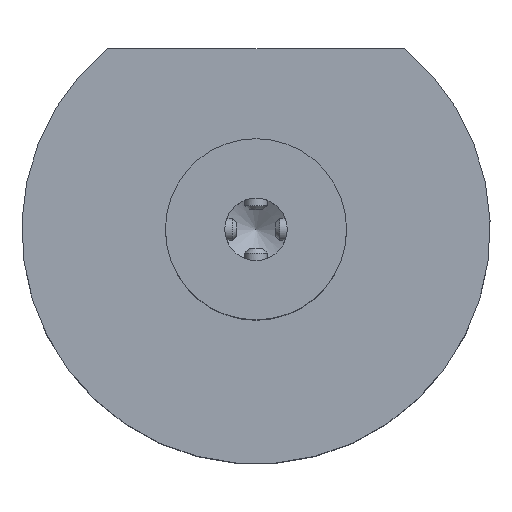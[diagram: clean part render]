
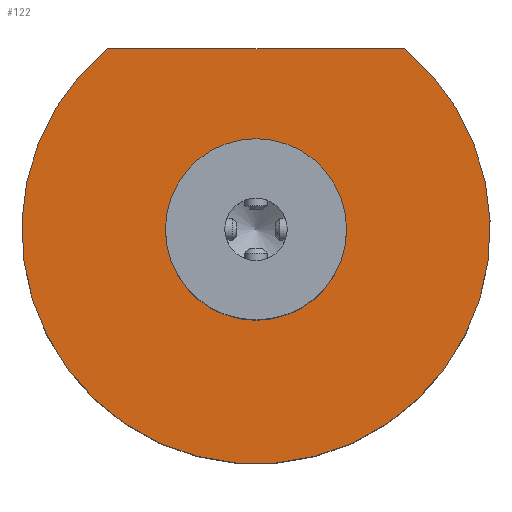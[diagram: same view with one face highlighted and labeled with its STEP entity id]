
A CAD part, top view. The second image highlights one B-rep face of the part: STEP entity #122.
In plain terms, the highlighted planar face has unit normal (0, 0, 1).
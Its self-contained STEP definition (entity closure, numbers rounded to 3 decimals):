
#122=ADVANCED_FACE('',(#289,#290),#180,.T.);
#180=PLANE('',#868);
#213=LINE('',#1250,#251);
#251=VECTOR('',#983,1.);
#289=FACE_BOUND('',#353,.T.);
#290=FACE_BOUND('',#354,.T.);
#353=EDGE_LOOP('',(#445));
#354=EDGE_LOOP('',(#446,#447));
#445=ORIENTED_EDGE('',*,*,#722,.F.);
#446=ORIENTED_EDGE('',*,*,#723,.F.);
#447=ORIENTED_EDGE('',*,*,#724,.T.);
#643=VERTEX_POINT('',#1249);
#644=VERTEX_POINT('',#1251);
#645=VERTEX_POINT('',#1252);
#722=EDGE_CURVE('',#643,#643,#821,.T.);
#723=EDGE_CURVE('',#644,#645,#213,.T.);
#724=EDGE_CURVE('',#644,#645,#822,.T.);
#821=CIRCLE('',#866,16.25);
#822=CIRCLE('',#867,42.);
#866=AXIS2_PLACEMENT_3D('',#1248,#981,#982);
#867=AXIS2_PLACEMENT_3D('',#1253,#984,#985);
#868=AXIS2_PLACEMENT_3D('',#1254,#986,#987);
#981=DIRECTION('',(0.,0.,1.));
#982=DIRECTION('',(0.,1.,0.));
#983=DIRECTION('',(1.,0.,0.));
#984=DIRECTION('',(0.,0.,1.));
#985=DIRECTION('',(1.,0.,0.));
#986=DIRECTION('',(0.,0.,1.));
#987=DIRECTION('',(1.,0.,0.));
#1248=CARTESIAN_POINT('',(0.,0.,40.));
#1249=CARTESIAN_POINT('',(0.,16.25,40.));
#1250=CARTESIAN_POINT('',(0.,32.5,40.));
#1251=CARTESIAN_POINT('',(-26.604,32.5,40.));
#1252=CARTESIAN_POINT('',(26.604,32.5,40.));
#1253=CARTESIAN_POINT('',(0.,0.,40.));
#1254=CARTESIAN_POINT('',(0.,0.,40.));
